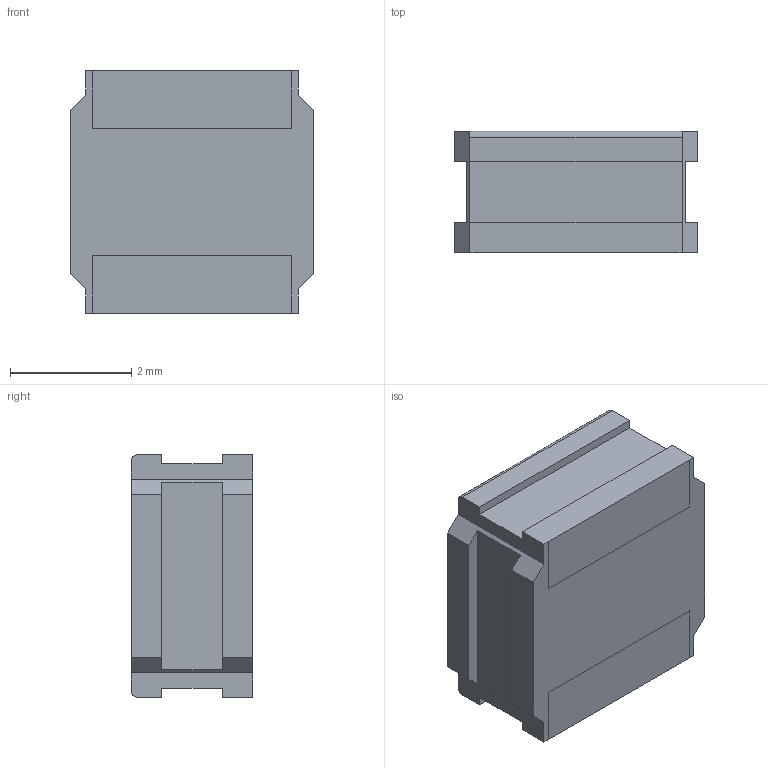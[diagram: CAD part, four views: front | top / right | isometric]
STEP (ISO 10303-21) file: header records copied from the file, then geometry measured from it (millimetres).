
FILE_DESCRIPTION (( 'STEP AP214' ), '1' );
FILE_NAME ('ASPI-4020S.STEP', '2013-10-19T09:31:51', ( '' ), ( '' ), 'SwSTEP 2.0', 'SolidWorks 2012', '' );
FILE_SCHEMA (( 'AUTOMOTIVE_DESIGN' ));
Length unit declared in the file: millimetre
Products named in the file (1): ASPI-4020S
Bounding box: 4 x 2 x 4 mm (x, y, z)
Volume: 28.7 mm3; surface area: 65 mm2
Topology: 1 solids, 1 shells, 165 faces, 444 edges, 296 vertices
Faces by surface type: plane 103, bspline 60, cylinder 2
Entity records: 8919 total; most frequent: CARTESIAN_POINT 4742, ORIENTED_EDGE 888, DIRECTION 540, EDGE_CURVE 444, VECTOR 320, LINE 320, VERTEX_POINT 296, EDGE_LOOP 180
